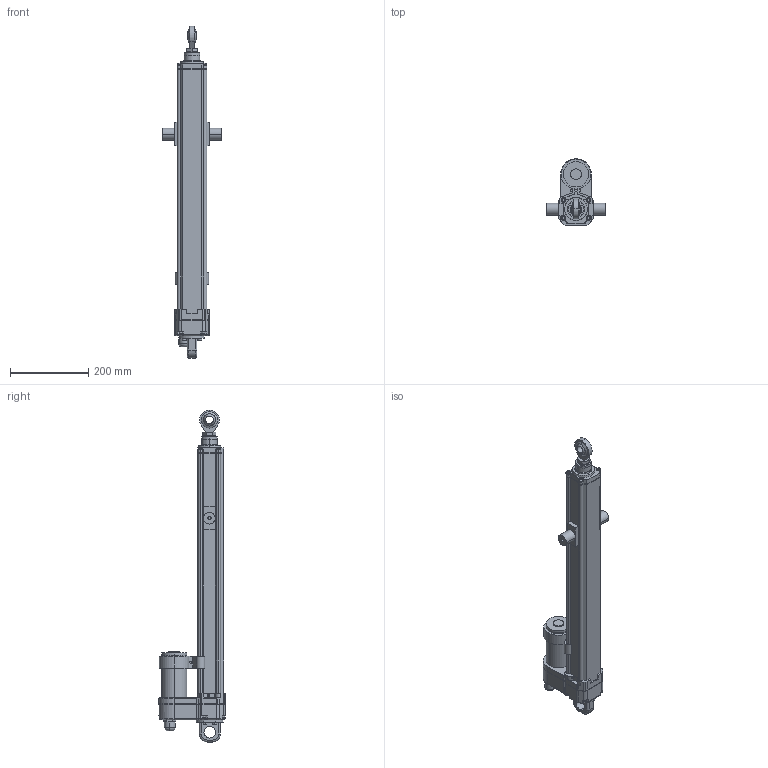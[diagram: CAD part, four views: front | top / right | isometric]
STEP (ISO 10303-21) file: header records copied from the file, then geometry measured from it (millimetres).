
FILE_DESCRIPTION (( 'STEP AP203' ), '1' );
FILE_NAME ('PA-100-18.STEP', '2019-04-23T18:50:40', ( '' ), ( '' ), 'SwSTEP 2.0', 'SolidWorks 2018', '' );
FILE_SCHEMA (( 'CONFIG_CONTROL_DESIGN' ));
Length unit declared in the file: inch
Products named in the file (1): PA-100-18
Bounding box: 152.91 x 168.91 x 847.14 mm (x, y, z)
Volume: 4064506.7 mm3; surface area: 411478.8 mm2
Topology: 24 solids, 24 shells, 488 faces, 1189 edges, 753 vertices
Faces by surface type: plane 263, cylinder 175, torus 30, sphere 12, cone 8
Entity records: 14232 total; most frequent: DIRECTION 2569, CARTESIAN_POINT 2445, ORIENTED_EDGE 2346, EDGE_CURVE 1173, AXIS2_PLACEMENT_3D 915, VERTEX_POINT 749, LINE 739, VECTOR 739
